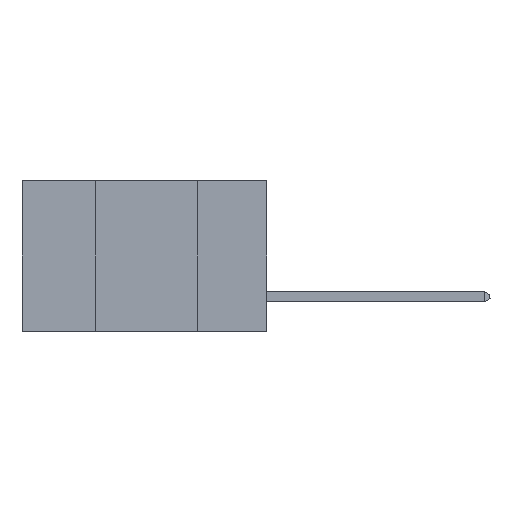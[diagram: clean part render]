
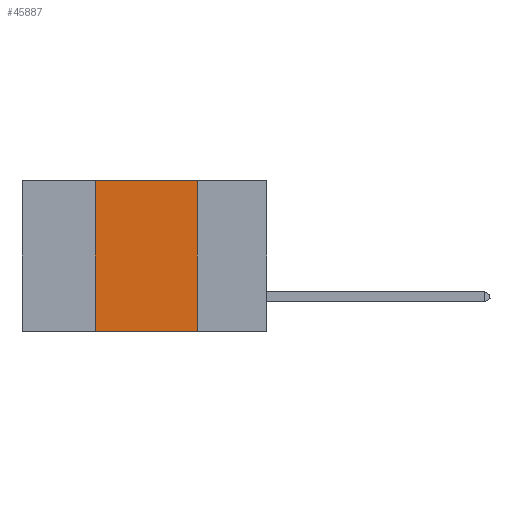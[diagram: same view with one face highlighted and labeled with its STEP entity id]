
A CAD part, left-side view. The second image highlights one B-rep face of the part: STEP entity #45887.
In plain terms, the highlighted planar face has unit normal (-1, 0, 0).
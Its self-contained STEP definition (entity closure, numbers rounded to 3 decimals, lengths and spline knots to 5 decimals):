
#279 = CARTESIAN_POINT ( 'NONE',  ( 0., 0.6, 0. ) ) ;
#2505 = CARTESIAN_POINT ( 'NONE',  ( 0., 0.17, 0. ) ) ;
#2541 = EDGE_CURVE ( 'NONE', #42897, #39598, #19040, .T. ) ;
#4025 = CARTESIAN_POINT ( 'NONE',  ( 0., 0.42, -0.37 ) ) ;
#5628 = VECTOR ( 'NONE', #49881, 39.37008 ) ;
#6440 = DIRECTION ( 'NONE',  ( 0., -1., 0. ) ) ;
#6538 = VECTOR ( 'NONE', #6440, 39.37008 ) ;
#6982 = ORIENTED_EDGE ( 'NONE', *, *, #36351, .F. ) ;
#7044 = EDGE_LOOP ( 'NONE', ( #29902, #48902, #6982, #8258 ) ) ;
#8258 = ORIENTED_EDGE ( 'NONE', *, *, #2541, .T. ) ;
#8529 = CARTESIAN_POINT ( 'NONE',  ( 0., 0.42, 0. ) ) ;
#12837 = VERTEX_POINT ( 'NONE', #24248 ) ;
#14046 = DIRECTION ( 'NONE',  ( 0., 0., -1. ) ) ;
#15230 = DIRECTION ( 'NONE',  ( 0., 0., -1. ) ) ;
#15664 = LINE ( 'NONE', #8529, #29666 ) ;
#16262 = LINE ( 'NONE', #30229, #6538 ) ;
#19040 = LINE ( 'NONE', #31778, #5628 ) ;
#24248 = CARTESIAN_POINT ( 'NONE',  ( 0., 0.17, 0. ) ) ;
#24325 = EDGE_CURVE ( 'NONE', #36964, #12837, #16262, .T. ) ;
#28372 = EDGE_CURVE ( 'NONE', #12837, #39598, #49743, .T. ) ;
#28724 = DIRECTION ( 'NONE',  ( 0., 0., 1. ) ) ;
#29666 = VECTOR ( 'NONE', #28724, 39.37008 ) ;
#29902 = ORIENTED_EDGE ( 'NONE', *, *, #28372, .F. ) ;
#29914 = CARTESIAN_POINT ( 'NONE',  ( 0., 0.17, -0.37 ) ) ;
#30229 = CARTESIAN_POINT ( 'NONE',  ( 0., 0.6, 0. ) ) ;
#31778 = CARTESIAN_POINT ( 'NONE',  ( 0., 0.6, -0.37 ) ) ;
#33691 = FACE_OUTER_BOUND ( 'NONE', #7044, .T. ) ;
#36351 = EDGE_CURVE ( 'NONE', #42897, #36964, #15664, .T. ) ;
#36964 = VERTEX_POINT ( 'NONE', #46820 ) ;
#39598 = VERTEX_POINT ( 'NONE', #29914 ) ;
#42897 = VERTEX_POINT ( 'NONE', #4025 ) ;
#45887 = ADVANCED_FACE ( 'NONE', ( #33691 ), #46599, .F. ) ;
#46120 = DIRECTION ( 'NONE',  ( 1., 0., 0. ) ) ;
#46599 = PLANE ( 'NONE',  #49510 ) ;
#46820 = CARTESIAN_POINT ( 'NONE',  ( 0., 0.42, 0. ) ) ;
#47315 = VECTOR ( 'NONE', #14046, 39.37008 ) ;
#48902 = ORIENTED_EDGE ( 'NONE', *, *, #24325, .F. ) ;
#49510 = AXIS2_PLACEMENT_3D ( 'NONE', #279, #46120, #15230 ) ;
#49743 = LINE ( 'NONE', #2505, #47315 ) ;
#49881 = DIRECTION ( 'NONE',  ( 0., -1., 0. ) ) ;
